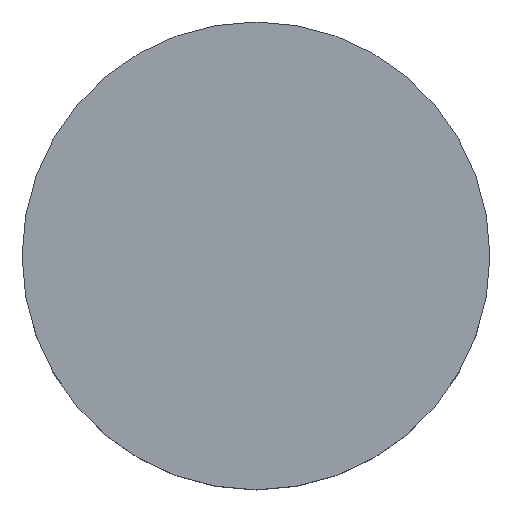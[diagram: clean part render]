
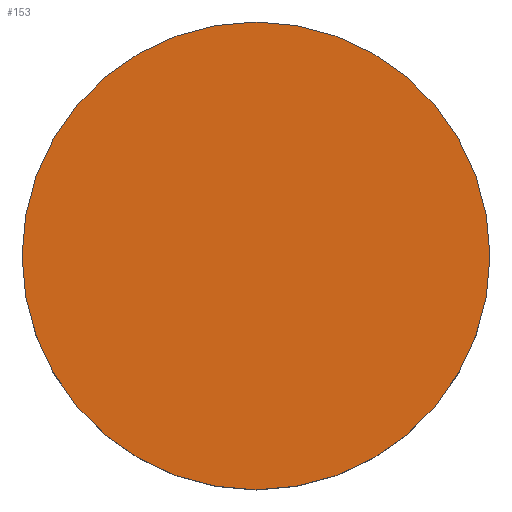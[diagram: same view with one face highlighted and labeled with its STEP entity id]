
A CAD part, top view. The second image highlights one B-rep face of the part: STEP entity #153.
In plain terms, the highlighted planar face has unit normal (0, 0, 1).
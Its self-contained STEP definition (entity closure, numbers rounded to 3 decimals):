
#19=ORIENTED_EDGE('',*,*,#47,.F.);
#47=EDGE_CURVE('',#61,#61,#75,.T.);
#61=VERTEX_POINT('',#273);
#75=CIRCLE('',#182,34.);
#89=EDGE_LOOP('',(#19));
#117=FACE_BOUND('',#89,.T.);
#145=PLANE('',#181);
#153=ADVANCED_FACE('',(#117),#145,.F.);
#181=AXIS2_PLACEMENT_3D('',#271,#212,#213);
#182=AXIS2_PLACEMENT_3D('',#272,#214,#215);
#212=DIRECTION('',(0.,0.,-1.));
#213=DIRECTION('',(-1.,0.,0.));
#214=DIRECTION('',(0.,0.,-1.));
#215=DIRECTION('',(-1.,0.,0.));
#271=CARTESIAN_POINT('',(17.,0.,10.));
#272=CARTESIAN_POINT('',(0.,0.,10.));
#273=CARTESIAN_POINT('',(-34.,0.,10.));
